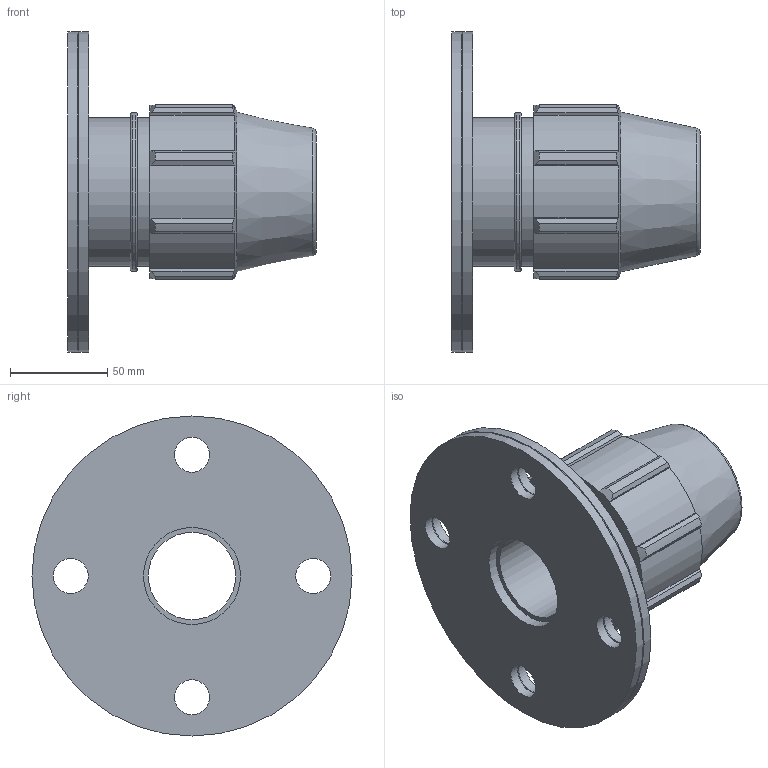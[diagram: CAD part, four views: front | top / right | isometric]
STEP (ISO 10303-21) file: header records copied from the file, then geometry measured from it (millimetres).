
FILE_DESCRIPTION(/* description */ ('PLASSON COMPRESSION FLANGE ADAPTOR 50-2"'),/* implementation_level */ '2;1');
FILE_NAME(/* name */ '072200050020_182200050020_0722060500200A.ipt.stp',/* time_stamp */ '2017-06-06T17:16:28+03:00',/* author */ ('KIM'),/* organization */ (''),/* preprocessor_version */ 'ST-DEVELOPER v15.6',/* originating_system */ 'Autodesk Inventor 2015',/* authorisation */ '');
FILE_SCHEMA (('AUTOMOTIVE_DESIGN { 1 0 10303 214 3 1 1 }'));
Length unit declared in the file: millimetre
Products named in the file (1): 072200050020_182200050020_0722060500200A
Bounding box: 128 x 165 x 165 mm (x, y, z)
Volume: 578573.7 mm3; surface area: 102234.2 mm2
Topology: 1 solids, 1 shells, 100 faces, 260 edges, 169 vertices
Faces by surface type: plane 41, cylinder 33, cone 22, torus 4
Full cylindrical faces by diameter (mm): 18 x8, 45 x1, 50 x2, 76.8 x2, 81.6 x1, 83.25 x1, 165 x2
Entity records: 2914 total; most frequent: CARTESIAN_POINT 539, DIRECTION 472, ORIENTED_EDGE 430, EDGE_CURVE 215, AXIS2_PLACEMENT_3D 188, VERTEX_POINT 159, EDGE_LOOP 152, STYLED_ITEM 101
